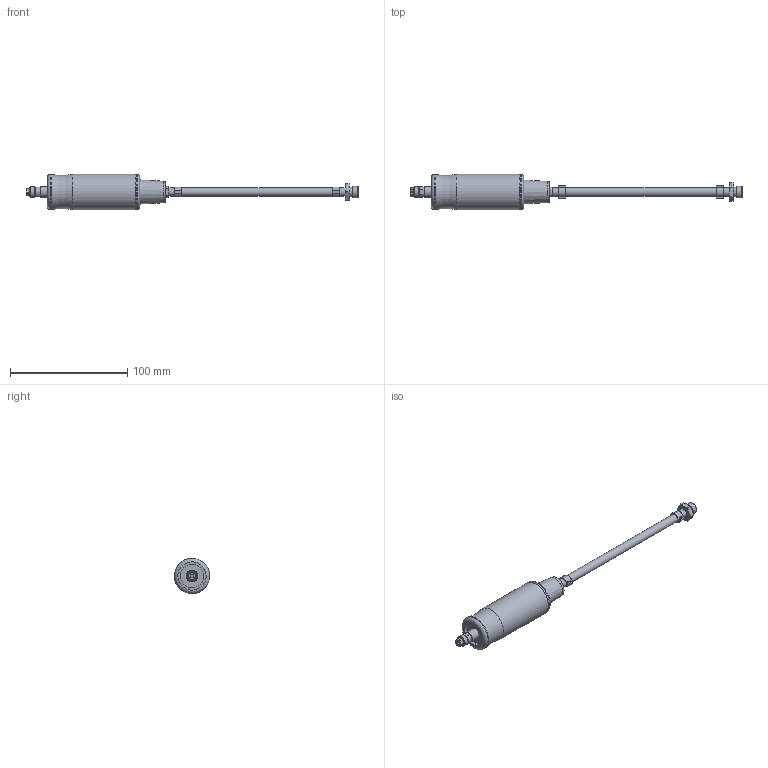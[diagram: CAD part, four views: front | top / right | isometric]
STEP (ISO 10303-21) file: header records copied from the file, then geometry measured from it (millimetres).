
FILE_DESCRIPTION(/* description */ (''),/* implementation_level */ '2;1');
FILE_NAME(/* name */ 'GTV 1000_60069265.stp',/* time_stamp */ '2020-12-13T18:03:43+01:00',/* author */ ('IBasyouni'),/* organization */ (''),/* preprocessor_version */ 'ST-DEVELOPER v18.1',/* originating_system */ 'Autodesk Inventor 2021',/* authorisation */ '');
FILE_SCHEMA (('AUTOMOTIVE_DESIGN { 1 0 10303 214 3 1 1 }'));
Length unit declared in the file: millimetre
Products named in the file (1): GTV 1000_60069265
Bounding box: 282.68 x 30 x 30 mm (x, y, z)
Volume: 65653.7 mm3; surface area: 19316 mm2
Topology: 1 solids, 6 shells, 220 faces, 557 edges, 360 vertices
Faces by surface type: cylinder 86, plane 82, cone 44, torus 8
Full cylindrical faces by diameter (mm): 1.7 x2, 2.5 x1, 3 x1, 3.1 x1, 3.5 x1, 4 x1, 4.459 x1, 4.5 x1, 5 x4, 6.8 x1, 7.188 x1, 7.2 x1, 8 x1, 9 x2, 9.73 x1, 10 x1, 20 x1, 23.789 x1, 23.917 x1, 30 x3
Entity records: 7040 total; most frequent: CARTESIAN_POINT 1311, DIRECTION 1191, ORIENTED_EDGE 1110, EDGE_CURVE 555, AXIS2_PLACEMENT_3D 488, VERTEX_POINT 360, CIRCLE 267, EDGE_LOOP 251
